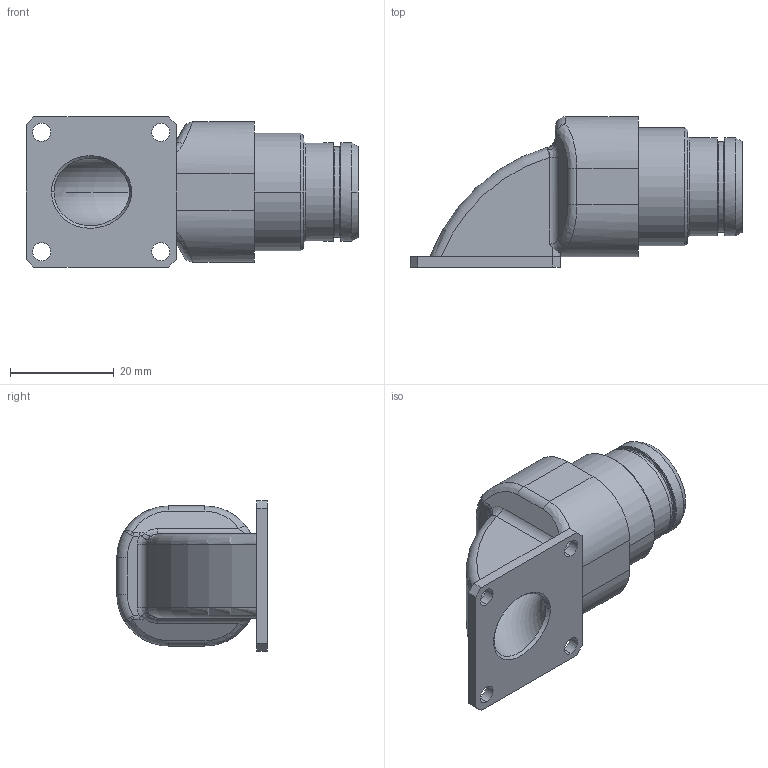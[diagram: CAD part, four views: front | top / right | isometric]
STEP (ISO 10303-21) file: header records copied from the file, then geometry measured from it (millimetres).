
FILE_DESCRIPTION((''),'2;1');
FILE_NAME('1332EC319FS','2024-07-30T15:55:56',('paultorloting'),('NET AG system integration'),'CREO PARAMETRIC BY PTC INC, 2021404','CREO PARAMETRIC BY PTC INC, 2021404','');
FILE_SCHEMA(('AUTOMOTIVE_DESIGN { 1 0 10303 214 1 1 1 1 }'));
Length unit declared in the file: millimetre
Products named in the file (1): 1332EC319FS
Bounding box: 64 x 29 x 29 mm (x, y, z)
Volume: 16358.9 mm3; surface area: 17736.6 mm2
Topology: 1 solids, 1 shells, 3071 faces, 8070 edges, 5083 vertices
Faces by surface type: plane 1390, cylinder 1035, torus 247, cone 168, bspline 155, extrusion 76
Entity records: 126480 total; most frequent: CARTESIAN_POINT 33010, ORIENTED_EDGE 16140, DIRECTION 14867, EDGE_CURVE 8070, AXIS2_PLACEMENT_3D 5446, VERTEX_POINT 5084, VECTOR 3972, LINE 3896
